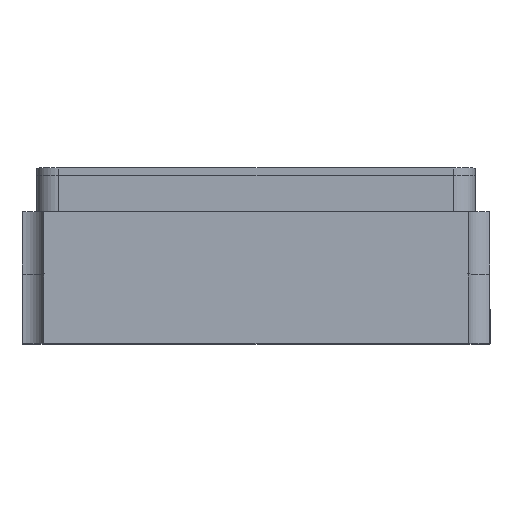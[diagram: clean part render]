
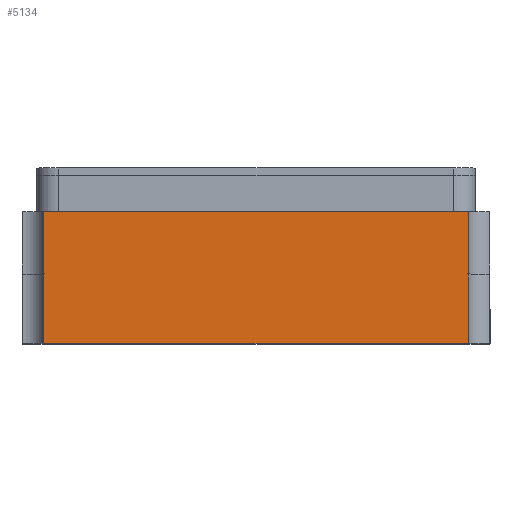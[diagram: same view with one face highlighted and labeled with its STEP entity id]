
A CAD part, top view. The second image highlights one B-rep face of the part: STEP entity #5134.
In plain terms, the highlighted planar face has unit normal (0, 0, 1).
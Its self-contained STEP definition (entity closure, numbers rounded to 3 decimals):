
#180 = ORIENTED_EDGE ( 'NONE', *, *, #5789, .F. ) ;
#195 = EDGE_CURVE ( 'NONE', #4697, #8958, #5145, .T. ) ;
#237 = CARTESIAN_POINT ( 'NONE',  ( -1.45, -0.001, 1.25 ) ) ;
#327 = EDGE_CURVE ( 'NONE', #7256, #7875, #3117, .T. ) ;
#456 = ORIENTED_EDGE ( 'NONE', *, *, #195, .F. ) ;
#616 = CARTESIAN_POINT ( 'NONE',  ( -1.6, 0.9, 1.25 ) ) ;
#644 = VECTOR ( 'NONE', #7415, 1000. ) ;
#815 = LINE ( 'NONE', #237, #2426 ) ;
#1086 = CARTESIAN_POINT ( 'NONE',  ( 1.45, 0.475, 1.25 ) ) ;
#1110 = CARTESIAN_POINT ( 'NONE',  ( 1.45, 0., 1.25 ) ) ;
#1307 = DIRECTION ( 'NONE',  ( 0., 0., -1. ) ) ;
#1452 = EDGE_LOOP ( 'NONE', ( #8334, #7351, #6397, #5156, #180, #456 ) ) ;
#1484 = LINE ( 'NONE', #5070, #6557 ) ;
#1660 = DIRECTION ( 'NONE',  ( 1., 0., 0. ) ) ;
#1847 = DIRECTION ( 'NONE',  ( 1., 0., 0. ) ) ;
#1925 = VECTOR ( 'NONE', #5235, 1000. ) ;
#2426 = VECTOR ( 'NONE', #8487, 1000. ) ;
#2438 = FACE_OUTER_BOUND ( 'NONE', #1452, .T. ) ;
#3117 = LINE ( 'NONE', #6508, #8432 ) ;
#3274 = PLANE ( 'NONE',  #4865 ) ;
#3396 = CARTESIAN_POINT ( 'NONE',  ( -1.45, 0., 1.25 ) ) ;
#3437 = VERTEX_POINT ( 'NONE', #8363 ) ;
#3826 = CARTESIAN_POINT ( 'NONE',  ( -1.45, 0.9, 1.25 ) ) ;
#4536 = EDGE_CURVE ( 'NONE', #7256, #3437, #6347, .T. ) ;
#4697 = VERTEX_POINT ( 'NONE', #7674 ) ;
#4841 = EDGE_CURVE ( 'NONE', #6092, #4697, #1484, .T. ) ;
#4865 = AXIS2_PLACEMENT_3D ( 'NONE', #616, #1307, #6122 ) ;
#5070 = CARTESIAN_POINT ( 'NONE',  ( -1.6, 0.9, 1.25 ) ) ;
#5134 = ADVANCED_FACE ( 'NONE', ( #2438 ), #3274, .F. ) ;
#5145 = LINE ( 'NONE', #8353, #7941 ) ;
#5156 = ORIENTED_EDGE ( 'NONE', *, *, #327, .T. ) ;
#5235 = DIRECTION ( 'NONE',  ( 0., -1., 0. ) ) ;
#5789 = EDGE_CURVE ( 'NONE', #8958, #7875, #7647, .T. ) ;
#5940 = CARTESIAN_POINT ( 'NONE',  ( 1.45, 0.475, 1.25 ) ) ;
#6092 = VERTEX_POINT ( 'NONE', #3826 ) ;
#6122 = DIRECTION ( 'NONE',  ( -1., 0., 0. ) ) ;
#6347 = LINE ( 'NONE', #8774, #644 ) ;
#6397 = ORIENTED_EDGE ( 'NONE', *, *, #4536, .F. ) ;
#6508 = CARTESIAN_POINT ( 'NONE',  ( -1.6, 0., 1.25 ) ) ;
#6557 = VECTOR ( 'NONE', #1660, 1000. ) ;
#6901 = EDGE_CURVE ( 'NONE', #3437, #6092, #815, .T. ) ;
#7021 = DIRECTION ( 'NONE',  ( 0., -1., 0. ) ) ;
#7256 = VERTEX_POINT ( 'NONE', #3396 ) ;
#7351 = ORIENTED_EDGE ( 'NONE', *, *, #6901, .F. ) ;
#7415 = DIRECTION ( 'NONE',  ( 0., 1., 0. ) ) ;
#7647 = LINE ( 'NONE', #5940, #1925 ) ;
#7674 = CARTESIAN_POINT ( 'NONE',  ( 1.45, 0.9, 1.25 ) ) ;
#7875 = VERTEX_POINT ( 'NONE', #1110 ) ;
#7941 = VECTOR ( 'NONE', #7021, 1000. ) ;
#8334 = ORIENTED_EDGE ( 'NONE', *, *, #4841, .F. ) ;
#8353 = CARTESIAN_POINT ( 'NONE',  ( 1.45, -0.001, 1.25 ) ) ;
#8363 = CARTESIAN_POINT ( 'NONE',  ( -1.45, 0.475, 1.25 ) ) ;
#8432 = VECTOR ( 'NONE', #1847, 1000. ) ;
#8487 = DIRECTION ( 'NONE',  ( 0., 1., 0. ) ) ;
#8774 = CARTESIAN_POINT ( 'NONE',  ( -1.45, -0.001, 1.25 ) ) ;
#8958 = VERTEX_POINT ( 'NONE', #1086 ) ;
